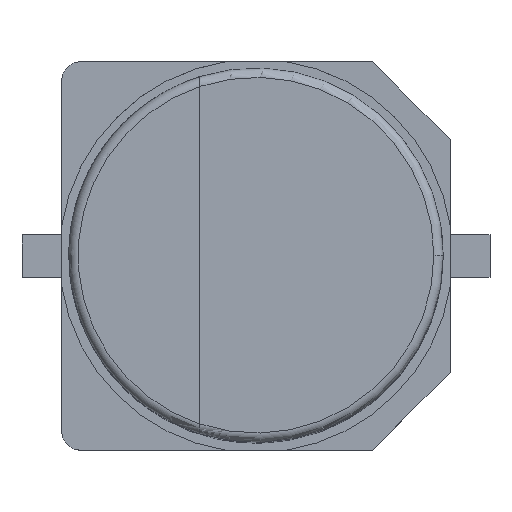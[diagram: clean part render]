
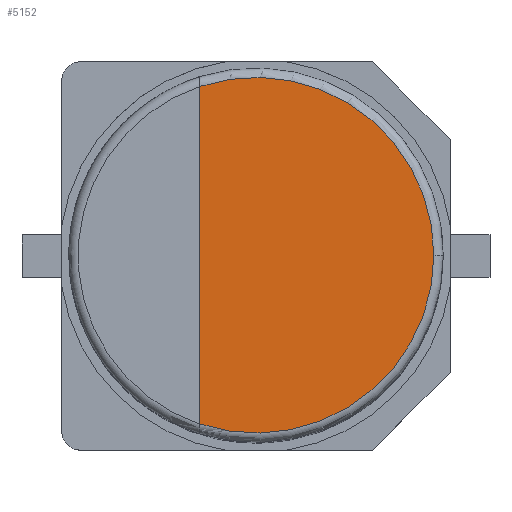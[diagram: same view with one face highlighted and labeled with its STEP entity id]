
A CAD part, top view. The second image highlights one B-rep face of the part: STEP entity #5152.
In plain terms, the highlighted planar face has unit normal (0, 0, 1).
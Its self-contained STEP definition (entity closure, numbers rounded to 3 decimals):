
#2654 = TOROIDAL_SURFACE('',#2655,3.8,0.2);
#2655 = AXIS2_PLACEMENT_3D('',#2656,#2657,#2658);
#2656 = CARTESIAN_POINT('',(0.,0.,10.));
#2657 = DIRECTION('',(0.,0.,1.));
#2658 = DIRECTION('',(1.,0.,0.));
#2846 = TOROIDAL_SURFACE('',#2847,3.8,0.2);
#2847 = AXIS2_PLACEMENT_3D('',#2848,#2849,#2850);
#2848 = CARTESIAN_POINT('',(0.,0.,10.));
#2849 = DIRECTION('',(0.,0.,1.));
#2850 = DIRECTION('',(1.,0.,0.));
#2996 = VERTEX_POINT('',#2997);
#2997 = CARTESIAN_POINT('',(3.8,0.,10.2));
#3336 = VERTEX_POINT('',#3337);
#3337 = CARTESIAN_POINT('',(-1.2,-3.606,10.2));
#3547 = PLANE('',#3548);
#3548 = AXIS2_PLACEMENT_3D('',#3549,#3550,#3551);
#3549 = CARTESIAN_POINT('',(-1.2,-4.,10.));
#3550 = DIRECTION('',(1.,0.,0.));
#3551 = DIRECTION('',(0.,0.,1.));
#3657 = EDGE_CURVE('',#2996,#3336,#3658,.T.);
#3658 = SURFACE_CURVE('',#3659,(#3664,#3671),.PCURVE_S1.);
#3659 = CIRCLE('',#3660,3.8);
#3660 = AXIS2_PLACEMENT_3D('',#3661,#3662,#3663);
#3661 = CARTESIAN_POINT('',(0.,0.,10.2));
#3662 = DIRECTION('',(0.,0.,-1.));
#3663 = DIRECTION('',(1.,0.,0.));
#3664 = PCURVE('',#2846,#3665);
#3665 = DEFINITIONAL_REPRESENTATION('',(#3666),#3670);
#3666 = LINE('',#3667,#3668);
#3667 = CARTESIAN_POINT('',(0.,1.571));
#3668 = VECTOR('',#3669,1.);
#3669 = DIRECTION('',(-1.,0.));
#3670 = ( GEOMETRIC_REPRESENTATION_CONTEXT(2) 
PARAMETRIC_REPRESENTATION_CONTEXT() REPRESENTATION_CONTEXT('2D SPACE',''
  ) );
#3671 = PCURVE('',#3672,#3677);
#3672 = PLANE('',#3673);
#3673 = AXIS2_PLACEMENT_3D('',#3674,#3675,#3676);
#3674 = CARTESIAN_POINT('',(0.,0.,10.2));
#3675 = DIRECTION('',(0.,0.,-1.));
#3676 = DIRECTION('',(1.,0.,0.));
#3677 = DEFINITIONAL_REPRESENTATION('',(#3678),#3682);
#3678 = CIRCLE('',#3679,3.8);
#3679 = AXIS2_PLACEMENT_2D('',#3680,#3681);
#3680 = CARTESIAN_POINT('',(0.,0.));
#3681 = DIRECTION('',(1.,0.));
#3682 = ( GEOMETRIC_REPRESENTATION_CONTEXT(2) 
PARAMETRIC_REPRESENTATION_CONTEXT() REPRESENTATION_CONTEXT('2D SPACE',''
  ) );
#4814 = EDGE_CURVE('',#4815,#2996,#4817,.T.);
#4815 = VERTEX_POINT('',#4816);
#4816 = CARTESIAN_POINT('',(-1.2,3.606,10.2));
#4817 = SURFACE_CURVE('',#4818,(#4823,#4830),.PCURVE_S1.);
#4818 = CIRCLE('',#4819,3.8);
#4819 = AXIS2_PLACEMENT_3D('',#4820,#4821,#4822);
#4820 = CARTESIAN_POINT('',(0.,0.,10.2));
#4821 = DIRECTION('',(0.,0.,-1.));
#4822 = DIRECTION('',(1.,0.,0.));
#4823 = PCURVE('',#2654,#4824);
#4824 = DEFINITIONAL_REPRESENTATION('',(#4825),#4829);
#4825 = LINE('',#4826,#4827);
#4826 = CARTESIAN_POINT('',(0.,1.571));
#4827 = VECTOR('',#4828,1.);
#4828 = DIRECTION('',(-1.,0.));
#4829 = ( GEOMETRIC_REPRESENTATION_CONTEXT(2) 
PARAMETRIC_REPRESENTATION_CONTEXT() REPRESENTATION_CONTEXT('2D SPACE',''
  ) );
#4830 = PCURVE('',#3672,#4831);
#4831 = DEFINITIONAL_REPRESENTATION('',(#4832),#4836);
#4832 = CIRCLE('',#4833,3.8);
#4833 = AXIS2_PLACEMENT_2D('',#4834,#4835);
#4834 = CARTESIAN_POINT('',(0.,0.));
#4835 = DIRECTION('',(1.,0.));
#4836 = ( GEOMETRIC_REPRESENTATION_CONTEXT(2) 
PARAMETRIC_REPRESENTATION_CONTEXT() REPRESENTATION_CONTEXT('2D SPACE',''
  ) );
#5152 = ADVANCED_FACE('',(#5153),#3672,.F.);
#5153 = FACE_BOUND('',#5154,.F.);
#5154 = EDGE_LOOP('',(#5155,#5156,#5157));
#5155 = ORIENTED_EDGE('',*,*,#4814,.T.);
#5156 = ORIENTED_EDGE('',*,*,#3657,.T.);
#5157 = ORIENTED_EDGE('',*,*,#5158,.T.);
#5158 = EDGE_CURVE('',#3336,#4815,#5159,.T.);
#5159 = SURFACE_CURVE('',#5160,(#5164,#5171),.PCURVE_S1.);
#5160 = LINE('',#5161,#5162);
#5161 = CARTESIAN_POINT('',(-1.2,-4.,10.2));
#5162 = VECTOR('',#5163,1.);
#5163 = DIRECTION('',(0.,1.,0.));
#5164 = PCURVE('',#3672,#5165);
#5165 = DEFINITIONAL_REPRESENTATION('',(#5166),#5170);
#5166 = LINE('',#5167,#5168);
#5167 = CARTESIAN_POINT('',(-1.2,4.));
#5168 = VECTOR('',#5169,1.);
#5169 = DIRECTION('',(0.,-1.));
#5170 = ( GEOMETRIC_REPRESENTATION_CONTEXT(2) 
PARAMETRIC_REPRESENTATION_CONTEXT() REPRESENTATION_CONTEXT('2D SPACE',''
  ) );
#5171 = PCURVE('',#3547,#5172);
#5172 = DEFINITIONAL_REPRESENTATION('',(#5173),#5177);
#5173 = LINE('',#5174,#5175);
#5174 = CARTESIAN_POINT('',(0.2,0.));
#5175 = VECTOR('',#5176,1.);
#5176 = DIRECTION('',(0.,-1.));
#5177 = ( GEOMETRIC_REPRESENTATION_CONTEXT(2) 
PARAMETRIC_REPRESENTATION_CONTEXT() REPRESENTATION_CONTEXT('2D SPACE',''
  ) );
